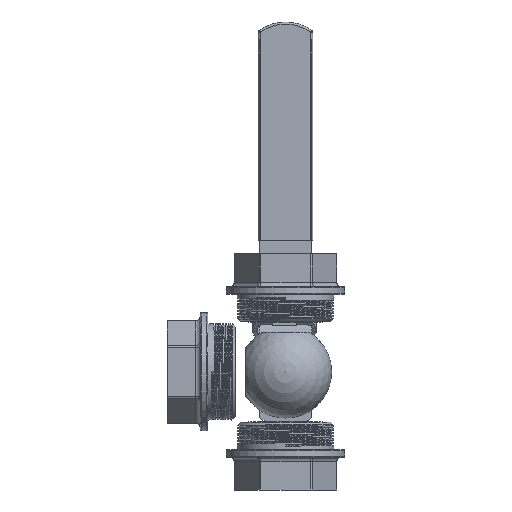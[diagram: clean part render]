
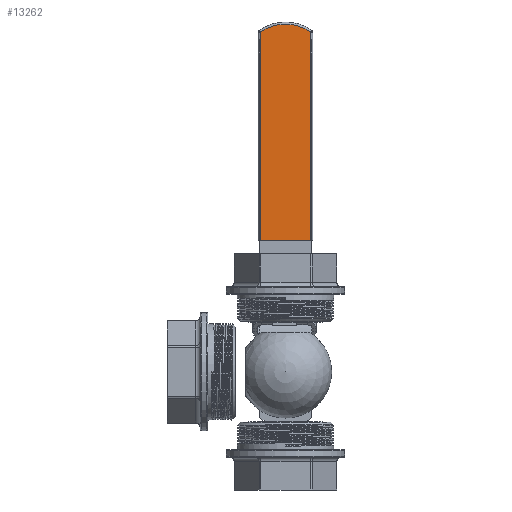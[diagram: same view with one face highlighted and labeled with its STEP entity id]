
A CAD part, front view. The second image highlights one B-rep face of the part: STEP entity #13262.
In plain terms, the highlighted planar face has unit normal (0, -1, 0).
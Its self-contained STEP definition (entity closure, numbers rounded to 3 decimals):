
#430=LINE('',#27879,#1418);
#431=LINE('',#27882,#1419);
#432=LINE('',#27886,#1420);
#1418=VECTOR('',#15518,1000.);
#1419=VECTOR('',#15519,1000.);
#1420=VECTOR('',#15522,1000.);
#2331=CIRCLE('',#14230,20.);
#2746=PLANE('',#14229);
#4117=ORIENTED_EDGE('',*,*,#7713,.F.);
#4118=ORIENTED_EDGE('',*,*,#7714,.T.);
#4119=ORIENTED_EDGE('',*,*,#7715,.T.);
#4120=ORIENTED_EDGE('',*,*,#7716,.T.);
#7713=EDGE_CURVE('',#9610,#9611,#430,.T.);
#7714=EDGE_CURVE('',#9610,#9612,#431,.T.);
#7715=EDGE_CURVE('',#9612,#9613,#2331,.T.);
#7716=EDGE_CURVE('',#9613,#9611,#432,.T.);
#9610=VERTEX_POINT('',#27880);
#9611=VERTEX_POINT('',#27881);
#9612=VERTEX_POINT('',#27883);
#9613=VERTEX_POINT('',#27885);
#11457=EDGE_LOOP('',(#4117,#4118,#4119,#4120));
#12304=FACE_BOUND('',#11457,.T.);
#13262=ADVANCED_FACE('',(#12304),#2746,.F.);
#14229=AXIS2_PLACEMENT_3D('',#27878,#15516,#15517);
#14230=AXIS2_PLACEMENT_3D('',#27884,#15520,#15521);
#15516=DIRECTION('',(0.,1.,0.));
#15517=DIRECTION('',(1.,0.,0.));
#15518=DIRECTION('',(0.,0.,1.));
#15519=DIRECTION('',(1.,0.,0.));
#15520=DIRECTION('',(0.,-1.,0.));
#15521=DIRECTION('',(0.818,0.,-0.575));
#15522=DIRECTION('',(-1.,0.,0.));
#27878=CARTESIAN_POINT('',(0.,0.,0.));
#27879=CARTESIAN_POINT('',(0.,0.,-11.5));
#27880=CARTESIAN_POINT('',(0.,0.,-11.5));
#27881=CARTESIAN_POINT('',(0.,0.,11.5));
#27882=CARTESIAN_POINT('',(0.,0.,-11.5));
#27883=CARTESIAN_POINT('',(95.363,0.,-11.5));
#27884=CARTESIAN_POINT('',(79.,0.,0.));
#27885=CARTESIAN_POINT('',(95.363,0.,11.5));
#27886=CARTESIAN_POINT('',(95.363,0.,11.5));
